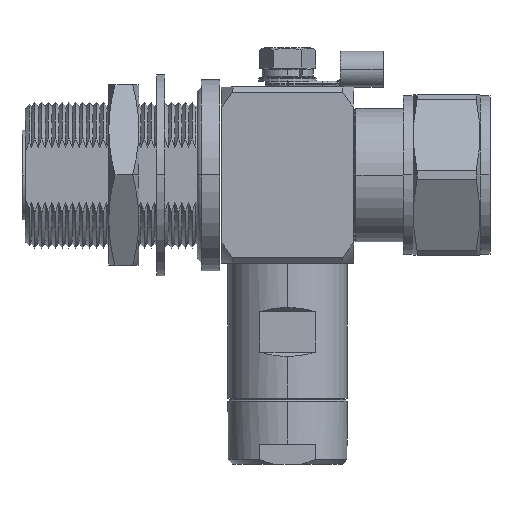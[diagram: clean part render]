
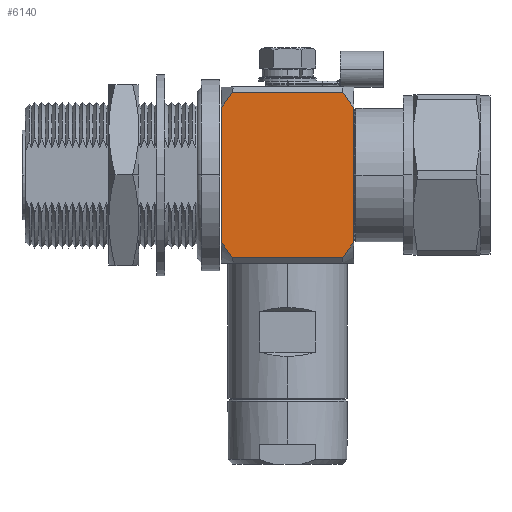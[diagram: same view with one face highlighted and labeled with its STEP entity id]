
A CAD part, top view. The second image highlights one B-rep face of the part: STEP entity #6140.
In plain terms, the highlighted planar face has unit normal (0, 0, 1).
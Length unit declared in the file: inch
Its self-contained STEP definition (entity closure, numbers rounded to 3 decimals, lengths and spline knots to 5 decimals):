
#58 = VERTEX_POINT ( 'NONE', #4512 ) ;
#147 = ORIENTED_EDGE ( 'NONE', *, *, #12219, .F. ) ;
#588 = VECTOR ( 'NONE', #11191, 39.37008 ) ;
#596 = CARTESIAN_POINT ( 'NONE',  ( -0.46226, 1.29355, 0.55075 ) ) ;
#736 = EDGE_CURVE ( 'NONE', #13089, #11243, #6901, .T. ) ;
#739 = ORIENTED_EDGE ( 'NONE', *, *, #736, .T. ) ;
#924 = EDGE_CURVE ( 'NONE', #11036, #4602, #4765, .T. ) ;
#1213 = CARTESIAN_POINT ( 'NONE',  ( 0.51968, 1.37795, 0.55075 ) ) ;
#1771 = ORIENTED_EDGE ( 'NONE', *, *, #924, .T. ) ;
#2000 = LINE ( 'NONE', #3766, #13915 ) ;
#2139 = EDGE_CURVE ( 'NONE', #11036, #9018, #2892, .T. ) ;
#2163 = CARTESIAN_POINT ( 'NONE',  ( 0.49157, 1.25349, 0.55075 ) ) ;
#2303 = DIRECTION ( 'NONE',  ( 0., 0., -1. ) ) ;
#2892 = B_SPLINE_CURVE_WITH_KNOTS ( 'NONE', 3,
 ( #11383, #8929, #4695, #12552 ),
 .UNSPECIFIED., .F., .F.,
 ( 4, 4 ),
 ( 0.02961, 0.0334 ),
 .UNSPECIFIED. ) ;
#3172 = CARTESIAN_POINT ( 'NONE',  ( -0.43232, 0.045, 0.55075 ) ) ;
#3204 = LINE ( 'NONE', #10062, #588 ) ;
#3374 = EDGE_LOOP ( 'NONE', ( #5389, #1771, #4401, #739, #12357, #13014, #147, #9747 ) ) ;
#3492 = DIRECTION ( 'NONE',  ( 0., 1., 0. ) ) ;
#3528 = CARTESIAN_POINT ( 'NONE',  ( 0.43232, 0.045, 0.55075 ) ) ;
#3592 = CARTESIAN_POINT ( 'NONE',  ( 0.43232, 0.045, 0.55075 ) ) ;
#3766 = CARTESIAN_POINT ( 'NONE',  ( 0., 1.33295, 0.55075 ) ) ;
#3814 = DIRECTION ( 'NONE',  ( -1., 0., 0. ) ) ;
#4053 = B_SPLINE_CURVE_WITH_KNOTS ( 'NONE', 3,
 ( #14461, #9892, #2163, #9976 ),
 .UNSPECIFIED., .F., .F.,
 ( 4, 4 ),
 ( 0.02961, 0.0334 ),
 .UNSPECIFIED. ) ;
#4401 = ORIENTED_EDGE ( 'NONE', *, *, #4599, .F. ) ;
#4512 = CARTESIAN_POINT ( 'NONE',  ( 0.43232, 1.33295, 0.55075 ) ) ;
#4523 = PLANE ( 'NONE',  #10669 ) ;
#4599 = EDGE_CURVE ( 'NONE', #13089, #4602, #12067, .T. ) ;
#4602 = VERTEX_POINT ( 'NONE', #3528 ) ;
#4695 = CARTESIAN_POINT ( 'NONE',  ( -0.49157, 0.12446, 0.55075 ) ) ;
#4765 = LINE ( 'NONE', #7986, #11065 ) ;
#5389 = ORIENTED_EDGE ( 'NONE', *, *, #2139, .F. ) ;
#5782 = CARTESIAN_POINT ( 'NONE',  ( 0.51968, 0.16526, 0.55075 ) ) ;
#6097 = EDGE_CURVE ( 'NONE', #58, #11243, #4053, .T. ) ;
#6140 = ADVANCED_FACE ( 'NONE', ( #11514 ), #4523, .F. ) ;
#6703 = DIRECTION ( 'NONE',  ( 1., 0., 0. ) ) ;
#6901 = LINE ( 'NONE', #1213, #9490 ) ;
#6946 = CARTESIAN_POINT ( 'NONE',  ( 0.49151, 0.12438, 0.55075 ) ) ;
#7299 = CARTESIAN_POINT ( 'NONE',  ( -0.51968, 1.21269, 0.55075 ) ) ;
#7986 = CARTESIAN_POINT ( 'NONE',  ( 0., 0.045, 0.55075 ) ) ;
#8400 = CARTESIAN_POINT ( 'NONE',  ( -0.43232, 1.33295, 0.55075 ) ) ;
#8532 = EDGE_CURVE ( 'NONE', #11453, #9018, #3204, .T. ) ;
#8832 = B_SPLINE_CURVE_WITH_KNOTS ( 'NONE', 3,
 ( #9472, #11744, #596, #8400 ),
 .UNSPECIFIED., .F., .F.,
 ( 4, 4 ),
 ( 0.06231, 0.06608 ),
 .UNSPECIFIED. ) ;
#8929 = CARTESIAN_POINT ( 'NONE',  ( -0.46231, 0.08447, 0.55075 ) ) ;
#8948 = CARTESIAN_POINT ( 'NONE',  ( 0., 0., 0.55075 ) ) ;
#9018 = VERTEX_POINT ( 'NONE', #13486 ) ;
#9472 = CARTESIAN_POINT ( 'NONE',  ( -0.51968, 1.21269, 0.55075 ) ) ;
#9490 = VECTOR ( 'NONE', #3492, 39.37008 ) ;
#9747 = ORIENTED_EDGE ( 'NONE', *, *, #8532, .T. ) ;
#9892 = CARTESIAN_POINT ( 'NONE',  ( 0.46231, 1.29348, 0.55075 ) ) ;
#9976 = CARTESIAN_POINT ( 'NONE',  ( 0.51968, 1.21269, 0.55075 ) ) ;
#10062 = CARTESIAN_POINT ( 'NONE',  ( -0.51968, 0., 0.55075 ) ) ;
#10138 = DIRECTION ( 'NONE',  ( -1., 0., 0. ) ) ;
#10297 = CARTESIAN_POINT ( 'NONE',  ( 0.46226, 0.0844, 0.55075 ) ) ;
#10669 = AXIS2_PLACEMENT_3D ( 'NONE', #8948, #2303, #10138 ) ;
#11036 = VERTEX_POINT ( 'NONE', #3172 ) ;
#11065 = VECTOR ( 'NONE', #6703, 39.37008 ) ;
#11182 = CARTESIAN_POINT ( 'NONE',  ( -0.43232, 1.33295, 0.55075 ) ) ;
#11191 = DIRECTION ( 'NONE',  ( 0., -1., 0. ) ) ;
#11243 = VERTEX_POINT ( 'NONE', #13614 ) ;
#11383 = CARTESIAN_POINT ( 'NONE',  ( -0.43232, 0.045, 0.55075 ) ) ;
#11453 = VERTEX_POINT ( 'NONE', #7299 ) ;
#11514 = FACE_OUTER_BOUND ( 'NONE', #3374, .T. ) ;
#11744 = CARTESIAN_POINT ( 'NONE',  ( -0.49151, 1.25357, 0.55075 ) ) ;
#12067 = B_SPLINE_CURVE_WITH_KNOTS ( 'NONE', 3,
 ( #5782, #6946, #10297, #3592 ),
 .UNSPECIFIED., .F., .F.,
 ( 4, 4 ),
 ( 0.06231, 0.06608 ),
 .UNSPECIFIED. ) ;
#12076 = CARTESIAN_POINT ( 'NONE',  ( 0.51968, 0.16526, 0.55075 ) ) ;
#12174 = EDGE_CURVE ( 'NONE', #58, #12898, #2000, .T. ) ;
#12219 = EDGE_CURVE ( 'NONE', #11453, #12898, #8832, .T. ) ;
#12357 = ORIENTED_EDGE ( 'NONE', *, *, #6097, .F. ) ;
#12552 = CARTESIAN_POINT ( 'NONE',  ( -0.51968, 0.16526, 0.55075 ) ) ;
#12898 = VERTEX_POINT ( 'NONE', #11182 ) ;
#13014 = ORIENTED_EDGE ( 'NONE', *, *, #12174, .T. ) ;
#13089 = VERTEX_POINT ( 'NONE', #12076 ) ;
#13486 = CARTESIAN_POINT ( 'NONE',  ( -0.51968, 0.16526, 0.55075 ) ) ;
#13614 = CARTESIAN_POINT ( 'NONE',  ( 0.51968, 1.21269, 0.55075 ) ) ;
#13915 = VECTOR ( 'NONE', #3814, 39.37008 ) ;
#14461 = CARTESIAN_POINT ( 'NONE',  ( 0.43232, 1.33295, 0.55075 ) ) ;
